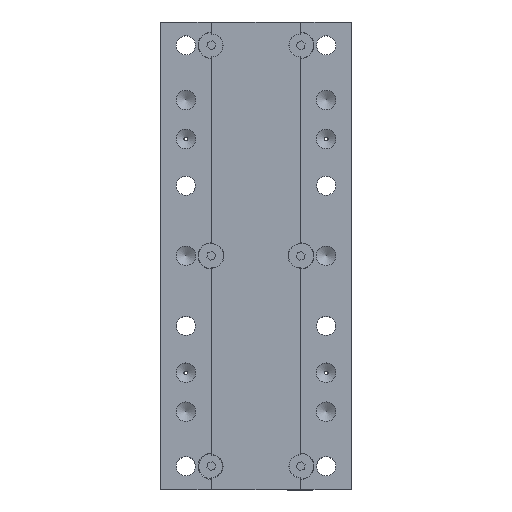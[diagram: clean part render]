
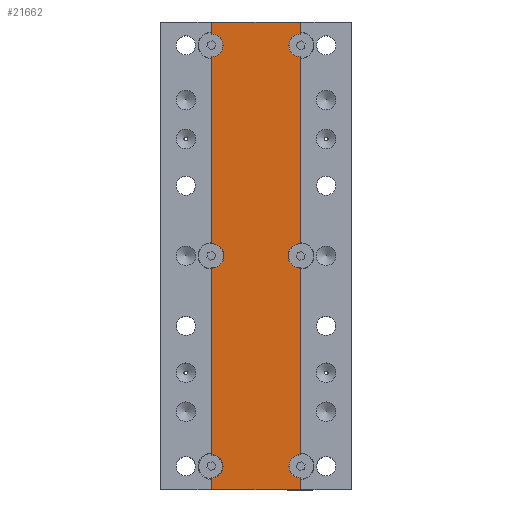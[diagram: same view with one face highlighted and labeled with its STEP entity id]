
A CAD part, top view. The second image highlights one B-rep face of the part: STEP entity #21662.
In plain terms, the highlighted planar face has unit normal (0, 0, 1).
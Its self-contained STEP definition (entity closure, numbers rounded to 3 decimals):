
#658=CIRCLE('',#22714,3.15);
#659=CIRCLE('',#22715,2.95);
#660=CIRCLE('',#22716,2.95);
#661=CIRCLE('',#22717,3.15);
#662=CIRCLE('',#22718,2.95);
#663=CIRCLE('',#22719,2.95);
#4921=ORIENTED_EDGE('',*,*,#7533,.F.);
#4922=ORIENTED_EDGE('',*,*,#7534,.T.);
#4923=ORIENTED_EDGE('',*,*,#7535,.F.);
#4924=ORIENTED_EDGE('',*,*,#7536,.T.);
#4925=ORIENTED_EDGE('',*,*,#7537,.F.);
#4926=ORIENTED_EDGE('',*,*,#7538,.F.);
#4927=ORIENTED_EDGE('',*,*,#7539,.F.);
#4928=ORIENTED_EDGE('',*,*,#7540,.T.);
#4929=ORIENTED_EDGE('',*,*,#7541,.F.);
#4930=ORIENTED_EDGE('',*,*,#7542,.T.);
#4931=ORIENTED_EDGE('',*,*,#7543,.F.);
#4932=ORIENTED_EDGE('',*,*,#7544,.F.);
#4933=ORIENTED_EDGE('',*,*,#7545,.T.);
#4934=ORIENTED_EDGE('',*,*,#6153,.T.);
#4935=ORIENTED_EDGE('',*,*,#7546,.T.);
#4936=ORIENTED_EDGE('',*,*,#7547,.F.);
#6153=EDGE_CURVE('',#8256,#8255,#9697,.T.);
#7533=EDGE_CURVE('',#9148,#9149,#10804,.T.);
#7534=EDGE_CURVE('',#9148,#9150,#658,.F.);
#7535=EDGE_CURVE('',#9151,#9150,#10805,.T.);
#7536=EDGE_CURVE('',#9151,#9152,#659,.F.);
#7537=EDGE_CURVE('',#9153,#9152,#10806,.T.);
#7538=EDGE_CURVE('',#9154,#9153,#10807,.T.);
#7539=EDGE_CURVE('',#9155,#9154,#10808,.T.);
#7540=EDGE_CURVE('',#9155,#9156,#660,.F.);
#7541=EDGE_CURVE('',#9157,#9156,#10809,.T.);
#7542=EDGE_CURVE('',#9157,#9158,#661,.F.);
#7543=EDGE_CURVE('',#9159,#9158,#10810,.T.);
#7544=EDGE_CURVE('',#9160,#9159,#662,.T.);
#7545=EDGE_CURVE('',#9160,#8256,#10811,.T.);
#7546=EDGE_CURVE('',#8255,#9161,#10812,.T.);
#7547=EDGE_CURVE('',#9149,#9161,#663,.T.);
#8255=VERTEX_POINT('',#29650);
#8256=VERTEX_POINT('',#29652);
#9148=VERTEX_POINT('',#39895);
#9149=VERTEX_POINT('',#39896);
#9150=VERTEX_POINT('',#39898);
#9151=VERTEX_POINT('',#39900);
#9152=VERTEX_POINT('',#39902);
#9153=VERTEX_POINT('',#39904);
#9154=VERTEX_POINT('',#39906);
#9155=VERTEX_POINT('',#39908);
#9156=VERTEX_POINT('',#39910);
#9157=VERTEX_POINT('',#39912);
#9158=VERTEX_POINT('',#39914);
#9159=VERTEX_POINT('',#39916);
#9160=VERTEX_POINT('',#39918);
#9161=VERTEX_POINT('',#39921);
#9697=LINE('',#29651,#11412);
#10804=LINE('',#39894,#12519);
#10805=LINE('',#39899,#12520);
#10806=LINE('',#39903,#12521);
#10807=LINE('',#39905,#12522);
#10808=LINE('',#39907,#12523);
#10809=LINE('',#39911,#12524);
#10810=LINE('',#39915,#12525);
#10811=LINE('',#39919,#12526);
#10812=LINE('',#39920,#12527);
#11412=VECTOR('',#24064,1000.);
#12519=VECTOR('',#26323,1000.);
#12520=VECTOR('',#26326,1000.);
#12521=VECTOR('',#26329,1000.);
#12522=VECTOR('',#26330,1000.);
#12523=VECTOR('',#26331,1000.);
#12524=VECTOR('',#26334,1000.);
#12525=VECTOR('',#26337,1000.);
#12526=VECTOR('',#26340,1000.);
#12527=VECTOR('',#26341,1000.);
#13513=EDGE_LOOP('',(#4921,#4922,#4923,#4924,#4925,#4926,#4927,#4928,#4929,
#4930,#4931,#4932,#4933,#4934,#4935,#4936));
#14472=FACE_BOUND('',#13513,.T.);
#15077=PLANE('',#22713);
#21662=ADVANCED_FACE('',(#14472),#15077,.T.);
#22713=AXIS2_PLACEMENT_3D('',#39893,#26321,#26322);
#22714=AXIS2_PLACEMENT_3D('',#39897,#26324,#26325);
#22715=AXIS2_PLACEMENT_3D('',#39901,#26327,#26328);
#22716=AXIS2_PLACEMENT_3D('',#39909,#26332,#26333);
#22717=AXIS2_PLACEMENT_3D('',#39913,#26335,#26336);
#22718=AXIS2_PLACEMENT_3D('',#39917,#26338,#26339);
#22719=AXIS2_PLACEMENT_3D('',#39922,#26342,#26343);
#24064=DIRECTION('',(1.,0.,0.));
#26321=DIRECTION('',(0.,0.,1.));
#26322=DIRECTION('',(0.,1.,0.));
#26323=DIRECTION('',(0.,-1.,0.));
#26324=DIRECTION('',(0.,0.,1.));
#26325=DIRECTION('',(0.,1.,0.));
#26326=DIRECTION('',(0.,-1.,0.));
#26327=DIRECTION('',(0.,0.,1.));
#26328=DIRECTION('',(0.,1.,0.));
#26329=DIRECTION('',(0.,-1.,0.));
#26330=DIRECTION('',(1.,0.,0.));
#26331=DIRECTION('',(0.,1.,0.));
#26332=DIRECTION('',(0.,0.,1.));
#26333=DIRECTION('',(0.,1.,0.));
#26334=DIRECTION('',(0.,1.,0.));
#26335=DIRECTION('',(0.,0.,1.));
#26336=DIRECTION('',(0.,1.,0.));
#26337=DIRECTION('',(0.,1.,0.));
#26338=DIRECTION('',(0.,0.,1.));
#26339=DIRECTION('',(0.,1.,0.));
#26340=DIRECTION('',(0.,-1.,0.));
#26341=DIRECTION('',(0.,1.,0.));
#26342=DIRECTION('',(0.,0.,1.));
#26343=DIRECTION('',(0.,1.,0.));
#29650=CARTESIAN_POINT('',(11.4,0.,37.));
#29651=CARTESIAN_POINT('',(-10.025,0.,37.));
#29652=CARTESIAN_POINT('',(-11.4,0.,37.));
#39893=CARTESIAN_POINT('',(-24.5,120.,37.));
#39894=CARTESIAN_POINT('',(11.4,68.5,37.));
#39895=CARTESIAN_POINT('',(11.4,56.85,37.));
#39896=CARTESIAN_POINT('',(11.4,8.95,37.));
#39897=CARTESIAN_POINT('',(11.4,60.,37.));
#39898=CARTESIAN_POINT('',(11.4,63.15,37.));
#39899=CARTESIAN_POINT('',(11.4,68.5,37.));
#39900=CARTESIAN_POINT('',(11.4,111.05,37.));
#39901=CARTESIAN_POINT('',(11.4,114.,37.));
#39902=CARTESIAN_POINT('',(11.4,116.95,37.));
#39903=CARTESIAN_POINT('',(11.4,68.5,37.));
#39904=CARTESIAN_POINT('',(11.4,120.,37.));
#39905=CARTESIAN_POINT('',(-24.5,120.,37.));
#39906=CARTESIAN_POINT('',(-11.4,120.,37.));
#39907=CARTESIAN_POINT('',(-11.4,120.,37.));
#39908=CARTESIAN_POINT('',(-11.4,116.95,37.));
#39909=CARTESIAN_POINT('',(-11.4,114.,37.));
#39910=CARTESIAN_POINT('',(-11.4,111.05,37.));
#39911=CARTESIAN_POINT('',(-11.4,120.,37.));
#39912=CARTESIAN_POINT('',(-11.4,63.15,37.));
#39913=CARTESIAN_POINT('',(-11.4,60.,37.));
#39914=CARTESIAN_POINT('',(-11.4,56.85,37.));
#39915=CARTESIAN_POINT('',(-11.4,120.,37.));
#39916=CARTESIAN_POINT('',(-11.4,8.95,37.));
#39917=CARTESIAN_POINT('',(-11.4,6.,37.));
#39918=CARTESIAN_POINT('',(-11.4,3.05,37.));
#39919=CARTESIAN_POINT('',(-11.4,-60.,37.));
#39920=CARTESIAN_POINT('',(11.4,120.,37.));
#39921=CARTESIAN_POINT('',(11.4,3.05,37.));
#39922=CARTESIAN_POINT('',(11.4,6.,37.));
